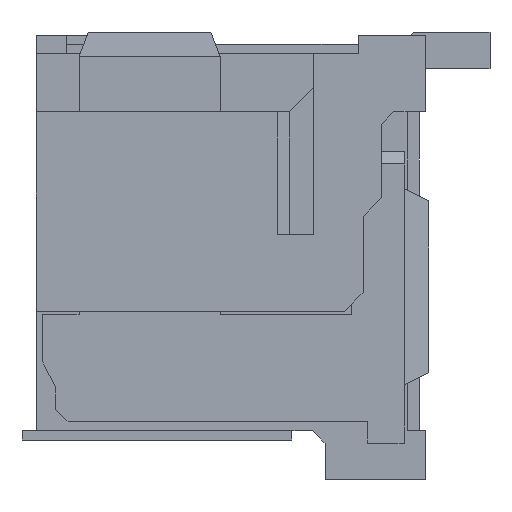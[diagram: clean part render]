
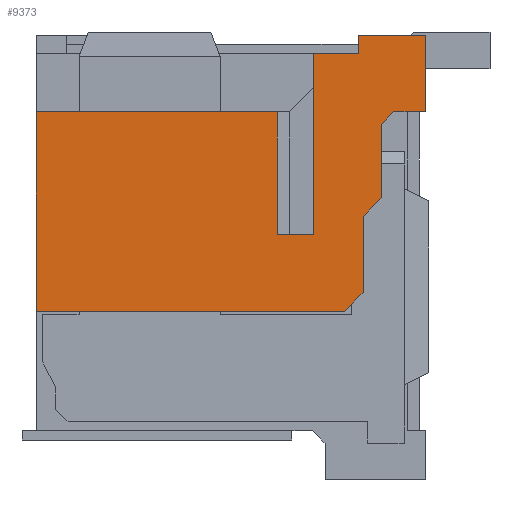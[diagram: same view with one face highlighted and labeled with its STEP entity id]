
A CAD part, left-side view. The second image highlights one B-rep face of the part: STEP entity #9373.
In plain terms, the highlighted planar face has unit normal (-1, 0, 0).
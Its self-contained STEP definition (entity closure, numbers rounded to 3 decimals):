
#1243=DIRECTION('',(0.,1.,0.));
#1244=VECTOR('',#1243,0.6);
#1245=CARTESIAN_POINT('',(-5.9,-1.93,0.82));
#1246=LINE('',#1245,#1244);
#1247=DIRECTION('',(0.,1.,0.));
#1248=VECTOR('',#1247,0.72);
#1249=CARTESIAN_POINT('',(-5.9,-2.65,3.77));
#1250=LINE('',#1249,#1248);
#1251=DIRECTION('',(0.,0.,-1.));
#1252=VECTOR('',#1251,0.3);
#1253=CARTESIAN_POINT('',(-5.9,-2.65,4.07));
#1254=LINE('',#1253,#1252);
#1255=DIRECTION('',(0.,1.,0.));
#1256=VECTOR('',#1255,1.1);
#1257=CARTESIAN_POINT('',(-5.9,-3.75,4.07));
#1258=LINE('',#1257,#1256);
#1259=DIRECTION('',(0.,0.,1.));
#1260=VECTOR('',#1259,1.25);
#1261=CARTESIAN_POINT('',(-5.9,-3.75,2.82));
#1262=LINE('',#1261,#1260);
#1263=DIRECTION('',(0.,1.,0.));
#1264=VECTOR('',#1263,0.52);
#1265=CARTESIAN_POINT('',(-5.9,-3.75,2.82));
#1266=LINE('',#1265,#1264);
#1267=DIRECTION('',(0.,0.707,-0.707));
#1268=VECTOR('',#1267,0.283);
#1269=CARTESIAN_POINT('',(-5.9,-3.23,2.82));
#1270=LINE('',#1269,#1268);
#1271=DIRECTION('',(0.,0.,-1.));
#1272=VECTOR('',#1271,1.2);
#1273=CARTESIAN_POINT('',(-5.9,-3.03,2.62));
#1274=LINE('',#1273,#1272);
#1275=DIRECTION('',(0.,0.707,-0.707));
#1276=VECTOR('',#1275,0.424);
#1277=CARTESIAN_POINT('',(-5.9,-3.03,1.42));
#1278=LINE('',#1277,#1276);
#1279=DIRECTION('',(0.,0.,-1.));
#1280=VECTOR('',#1279,1.25);
#1281=CARTESIAN_POINT('',(-5.9,-2.73,1.12));
#1282=LINE('',#1281,#1280);
#1283=DIRECTION('',(0.,0.707,-0.707));
#1284=VECTOR('',#1283,0.424);
#1285=CARTESIAN_POINT('',(-5.9,-2.73,-0.13));
#1286=LINE('',#1285,#1284);
#1287=DIRECTION('',(0.,-1.,0.));
#1288=VECTOR('',#1287,5.03);
#1289=CARTESIAN_POINT('',(-5.9,2.6,-0.43));
#1290=LINE('',#1289,#1288);
#1291=DIRECTION('',(0.,0.,-1.));
#1292=VECTOR('',#1291,3.25);
#1293=CARTESIAN_POINT('',(-5.9,2.6,2.82));
#1294=LINE('',#1293,#1292);
#1295=DIRECTION('',(0.,-1.,0.));
#1296=VECTOR('',#1295,3.93);
#1297=CARTESIAN_POINT('',(-5.9,2.6,2.82));
#1298=LINE('',#1297,#1296);
#1299=DIRECTION('',(0.,0.,1.));
#1300=VECTOR('',#1299,2.);
#1301=CARTESIAN_POINT('',(-5.9,-1.33,0.82));
#1302=LINE('',#1301,#1300);
#1303=DIRECTION('',(0.,0.,-1.));
#1304=VECTOR('',#1303,2.95);
#1305=CARTESIAN_POINT('',(-5.9,-1.93,3.77));
#1306=LINE('',#1305,#1304);
#5841=CARTESIAN_POINT('',(-5.9,-3.75,4.07));
#5842=CARTESIAN_POINT('',(-5.9,-2.65,4.07));
#5843=VERTEX_POINT('',#5841);
#5844=VERTEX_POINT('',#5842);
#5845=CARTESIAN_POINT('',(-5.9,-2.65,3.77));
#5846=VERTEX_POINT('',#5845);
#5851=CARTESIAN_POINT('',(-5.9,-3.75,2.82));
#5852=CARTESIAN_POINT('',(-5.9,-3.23,2.82));
#5853=VERTEX_POINT('',#5851);
#5854=VERTEX_POINT('',#5852);
#5855=CARTESIAN_POINT('',(-5.9,-3.03,2.62));
#5856=VERTEX_POINT('',#5855);
#5857=CARTESIAN_POINT('',(-5.9,-3.03,1.42));
#5858=VERTEX_POINT('',#5857);
#5859=CARTESIAN_POINT('',(-5.9,-2.73,1.12));
#5860=VERTEX_POINT('',#5859);
#5861=CARTESIAN_POINT('',(-5.9,-2.73,-0.13));
#5862=VERTEX_POINT('',#5861);
#5863=CARTESIAN_POINT('',(-5.9,-2.43,-0.43));
#5864=VERTEX_POINT('',#5863);
#5865=CARTESIAN_POINT('',(-5.9,2.6,-0.43));
#5866=VERTEX_POINT('',#5865);
#5875=CARTESIAN_POINT('',(-5.9,-1.93,3.77));
#5877=VERTEX_POINT('',#5875);
#5885=CARTESIAN_POINT('',(-5.9,2.6,2.82));
#5886=VERTEX_POINT('',#5885);
#6903=CARTESIAN_POINT('',(-5.9,-1.93,0.82));
#6904=CARTESIAN_POINT('',(-5.9,-1.33,0.82));
#6905=VERTEX_POINT('',#6903);
#6906=VERTEX_POINT('',#6904);
#6907=CARTESIAN_POINT('',(-5.9,-1.33,2.82));
#6908=VERTEX_POINT('',#6907);
#9342=CARTESIAN_POINT('',(-5.9,0.,0.445));
#9343=DIRECTION('',(-1.,0.,0.));
#9344=DIRECTION('',(0.,0.,1.));
#9345=AXIS2_PLACEMENT_3D('',#9342,#9343,#9344);
#9346=PLANE('',#9345);
#9347=ORIENTED_EDGE('',*,*,#7757,.F.);
#9349=ORIENTED_EDGE('',*,*,#9348,.F.);
#9351=ORIENTED_EDGE('',*,*,#9350,.F.);
#9353=ORIENTED_EDGE('',*,*,#9352,.F.);
#9355=ORIENTED_EDGE('',*,*,#9354,.F.);
#9356=ORIENTED_EDGE('',*,*,#8506,.F.);
#9358=ORIENTED_EDGE('',*,*,#9357,.T.);
#9359=ORIENTED_EDGE('',*,*,#9280,.T.);
#9360=ORIENTED_EDGE('',*,*,#9295,.T.);
#9361=ORIENTED_EDGE('',*,*,#9309,.T.);
#9362=ORIENTED_EDGE('',*,*,#9323,.T.);
#9363=ORIENTED_EDGE('',*,*,#9336,.T.);
#9364=ORIENTED_EDGE('',*,*,#9218,.F.);
#9366=ORIENTED_EDGE('',*,*,#9365,.F.);
#9368=ORIENTED_EDGE('',*,*,#9367,.T.);
#9370=ORIENTED_EDGE('',*,*,#9369,.F.);
#9371=EDGE_LOOP('',(#9347,#9349,#9351,#9353,#9355,#9356,#9358,#9359,#9360,#9361,
#9362,#9363,#9364,#9366,#9368,#9370));
#9372=FACE_OUTER_BOUND('',#9371,.F.);
#9373=ADVANCED_FACE('',(#9372),#9346,.T.);
#7757=EDGE_CURVE('',#6905,#6906,#1246,.T.);
#8506=EDGE_CURVE('',#5853,#5843,#1262,.T.);
#9218=EDGE_CURVE('',#5866,#5864,#1290,.T.);
#9280=EDGE_CURVE('',#5854,#5856,#1270,.T.);
#9295=EDGE_CURVE('',#5856,#5858,#1274,.T.);
#9309=EDGE_CURVE('',#5858,#5860,#1278,.T.);
#9323=EDGE_CURVE('',#5860,#5862,#1282,.T.);
#9336=EDGE_CURVE('',#5862,#5864,#1286,.T.);
#9348=EDGE_CURVE('',#5877,#6905,#1306,.T.);
#9350=EDGE_CURVE('',#5846,#5877,#1250,.T.);
#9352=EDGE_CURVE('',#5844,#5846,#1254,.T.);
#9354=EDGE_CURVE('',#5843,#5844,#1258,.T.);
#9357=EDGE_CURVE('',#5853,#5854,#1266,.T.);
#9365=EDGE_CURVE('',#5886,#5866,#1294,.T.);
#9367=EDGE_CURVE('',#5886,#6908,#1298,.T.);
#9369=EDGE_CURVE('',#6906,#6908,#1302,.T.);
